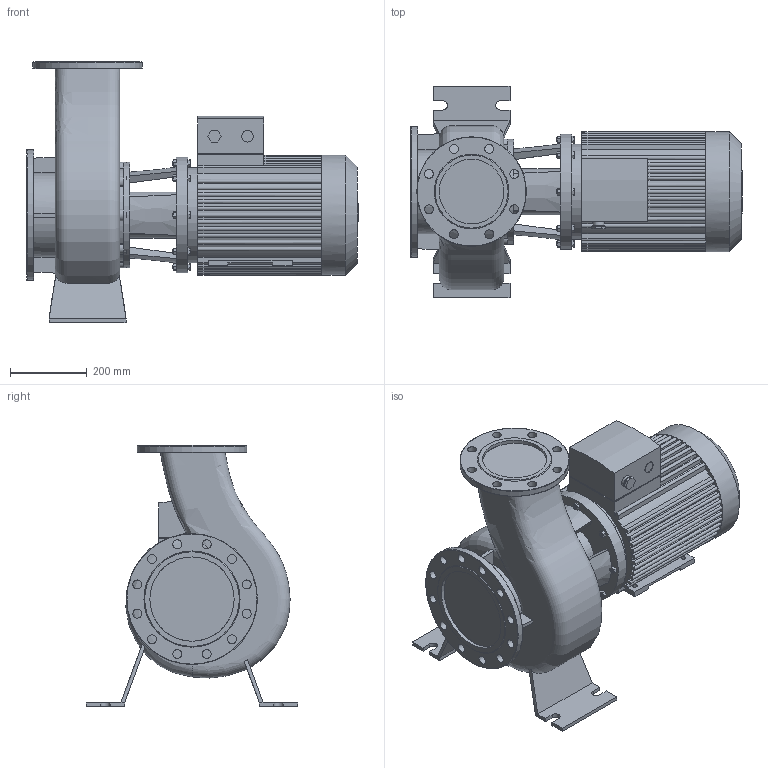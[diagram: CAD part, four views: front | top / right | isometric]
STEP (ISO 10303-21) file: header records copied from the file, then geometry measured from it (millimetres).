
FILE_DESCRIPTION(/* description */ (''),/* implementation_level */ '2;1');
FILE_NAME(/* name */ '3d_BL150_180-7_5_4-9132653.stp',/* time_stamp */ '2017-11-06T15:08:46+01:00',/* author */ ('Andrzej'),/* organization */ (''),/* preprocessor_version */ 'ST-DEVELOPER v16.13',/* originating_system */ 'AutoCAD Mechanical',/* authorisation */ '');
FILE_SCHEMA (('AUTOMOTIVE_DESIGN { 1 0 10303 214 3 1 1 }'));
Length unit declared in the file: millimetre
Products named in the file (1): Product
Bounding box: 863 x 550 x 680 mm (x, y, z)
Volume: 74674060.9 mm3; surface area: 2696765.3 mm2
Topology: 10 solids, 10 shells, 629 faces, 1635 edges, 1067 vertices
Faces by surface type: plane 412, cylinder 159, bspline 35, cone 19, torus 4
Full cylindrical faces by diameter (mm): 10 x8, 12 x4, 23 x20, 26 x1, 30 x4, 120 x1, 168.3 x1, 219.1 x1, 247 x1, 274 x1, 285 x1, 300 x1, 312 x1, 340 x1
Entity records: 37816 total; most frequent: CARTESIAN_POINT 22411, ORIENTED_EDGE 3146, DIRECTION 3085, EDGE_CURVE 1573, VERTEX_POINT 1066, LINE 1043, VECTOR 1043, AXIS2_PLACEMENT_3D 1021
